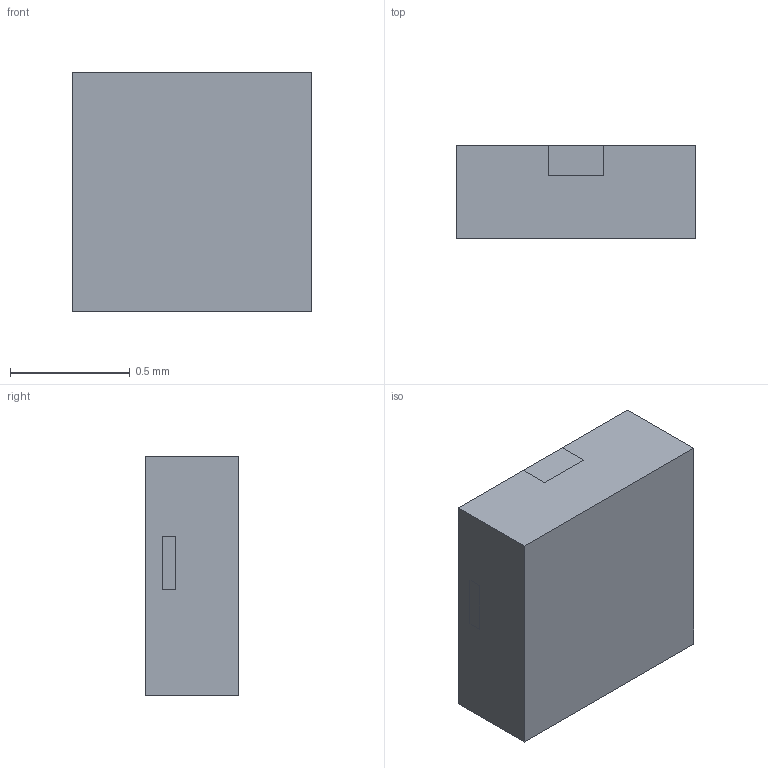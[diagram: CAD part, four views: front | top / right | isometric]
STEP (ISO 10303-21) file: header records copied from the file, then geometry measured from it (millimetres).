
FILE_DESCRIPTION(/* description */ ('Unknown'),/* implementation_level */ '2;1');
FILE_NAME(/* name */ 'DFN1010H4-3',/* time_stamp */ '2020-09-10T15:25:05+08:00',/* author */ ('Unknown'),/* organization */ ('Unknown'),/* preprocessor_version */ 'ST-DEVELOPER v16.7',/* originating_system */ 'DEX',/* authorisation */ $);
FILE_SCHEMA (('AUTOMOTIVE_DESIGN {1 0 10303 214 3 1 1}'));
Length unit declared in the file: millimetre
Products named in the file (3): DFN1010H4-3; CP_0; LF_0
Assembly tree (2 placements, depth 2):
  DFN1010H4-3
    CP_0
    LF_0
Bounding box: 1 x 0.39 x 1 mm (x, y, z)
Volume: 0.4 mm3; surface area: 6.5 mm2
Topology: 4 solids, 4 shells, 102 faces, 288 edges, 192 vertices
Faces by surface type: plane 86, cylinder 16
Entity records: 3702 total; most frequent: CARTESIAN_POINT 585, ORIENTED_EDGE 576, DIRECTION 530, EDGE_CURVE 288, LINE 256, VECTOR 256, VERTEX_POINT 192, AXIS2_PLACEMENT_3D 137
